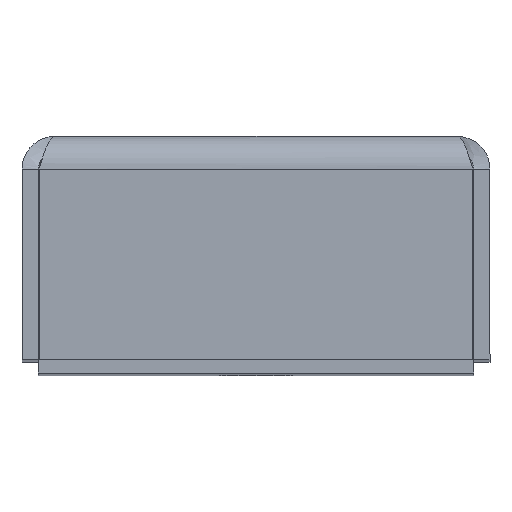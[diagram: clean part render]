
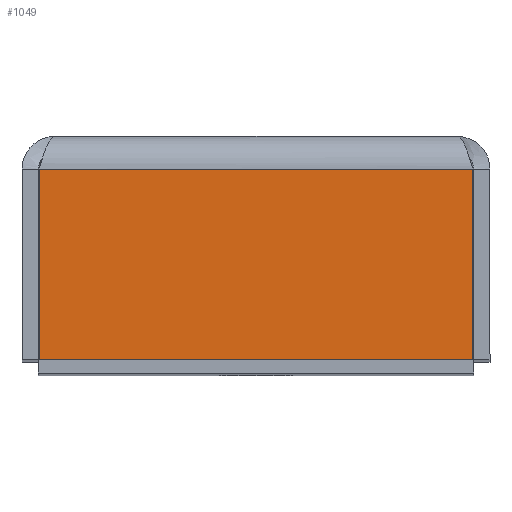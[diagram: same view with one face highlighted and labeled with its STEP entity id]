
A CAD part, top view. The second image highlights one B-rep face of the part: STEP entity #1049.
In plain terms, the highlighted planar face has unit normal (0, 0, 1).
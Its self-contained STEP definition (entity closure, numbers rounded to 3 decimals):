
#98=FACE_OUTER_BOUND($,#159,.T.);
#159=EDGE_LOOP($,(#760,#761,#762,#763));
#249=LINE($,#1570,#359);
#255=LINE($,#1599,#365);
#261=LINE($,#1663,#371);
#263=LINE($,#1666,#373);
#359=VECTOR($,#1263,39.859);
#365=VECTOR($,#1273,17.5);
#371=VECTOR($,#1281,17.5);
#373=VECTOR($,#1285,39.859);
#462=VERTEX_POINT($,#1568);
#463=VERTEX_POINT($,#1569);
#470=VERTEX_POINT($,#1598);
#473=VERTEX_POINT($,#1662);
#561=EDGE_CURVE($,#462,#463,#249,.T.);
#569=EDGE_CURVE($,#470,#463,#255,.T.);
#577=EDGE_CURVE($,#462,#473,#261,.T.);
#579=EDGE_CURVE($,#473,#470,#263,.T.);
#760=ORIENTED_EDGE($,*,*,#561,.T.);
#761=ORIENTED_EDGE($,*,*,#569,.F.);
#762=ORIENTED_EDGE($,*,*,#579,.F.);
#763=ORIENTED_EDGE($,*,*,#577,.F.);
#937=PLANE($,#1118);
#1049=ADVANCED_FACE($,(#98),#937,.T.);
#1118=AXIS2_PLACEMENT_3D($,#1667,#1286,#1287);
#1263=DIRECTION($,(-1.,0.,0.));
#1273=DIRECTION($,(0.,1.,0.));
#1281=DIRECTION($,(0.,-1.,0.));
#1285=DIRECTION($,(-1.,0.,0.));
#1286=DIRECTION('center_axis',(0.,0.,
1.));
#1287=DIRECTION('ref_axis',(1.,0.,0.));
#1568=CARTESIAN_POINT('',(19.929,13.74,70.));
#1569=CARTESIAN_POINT('',(-19.929,13.74,70.));
#1570=CARTESIAN_POINT($,(0.,13.74,70.));
#1598=CARTESIAN_POINT('',(-19.929,-3.76,70.));
#1599=CARTESIAN_POINT($,(-19.929,13.74,70.));
#1662=CARTESIAN_POINT('',(19.929,-3.76,70.));
#1663=CARTESIAN_POINT($,(19.929,13.74,70.));
#1666=CARTESIAN_POINT($,(19.929,-3.76,70.));
#1667=CARTESIAN_POINT('Origin',(0.,83.732,
70.));
